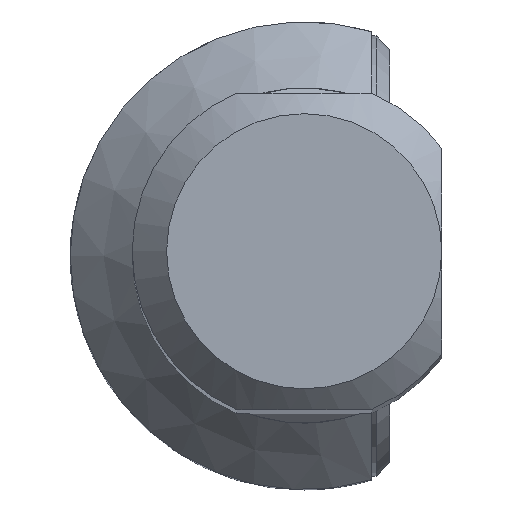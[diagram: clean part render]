
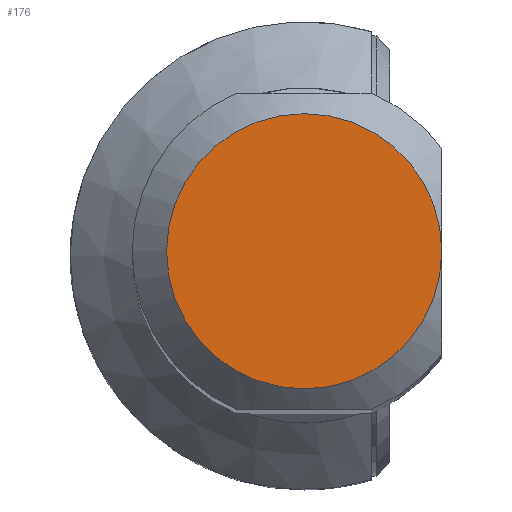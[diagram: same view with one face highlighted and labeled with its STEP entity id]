
A CAD part, top view. The second image highlights one B-rep face of the part: STEP entity #176.
In plain terms, the highlighted planar face has unit normal (0, 0, 1).
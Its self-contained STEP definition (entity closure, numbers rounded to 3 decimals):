
#112=PLANE('',#848);
#176=ADVANCED_FACE('SHANK_FACE_BACK',(#249),#112,.F.);
#249=FACE_OUTER_BOUND('',#271,.T.);
#271=EDGE_LOOP('',(#450));
#450=ORIENTED_EDGE('',*,*,#688,.T.);
#602=VERTEX_POINT('',#1314);
#688=EDGE_CURVE('',#602,#602,#744,.T.);
#744=CIRCLE('',#847,10.);
#847=AXIS2_PLACEMENT_3D('',#1313,#1004,#1005);
#848=AXIS2_PLACEMENT_3D('',#1315,#1006,#1007);
#1004=DIRECTION('',(0.,0.,1.));
#1005=DIRECTION('',(-1.,0.,0.));
#1006=DIRECTION('',(0.,0.,-1.));
#1007=DIRECTION('',(1.,0.,0.));
#1313=CARTESIAN_POINT('',(0.,0.,0.));
#1314=CARTESIAN_POINT('',(10.,0.,0.));
#1315=CARTESIAN_POINT('',(0.,0.,0.));
